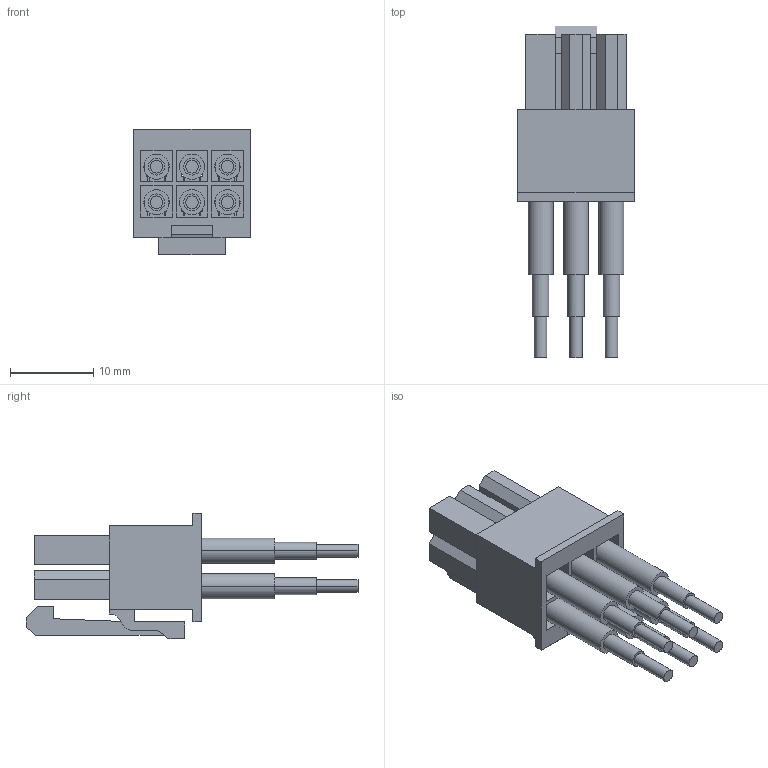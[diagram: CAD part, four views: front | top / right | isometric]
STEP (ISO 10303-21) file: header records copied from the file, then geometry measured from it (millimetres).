
FILE_DESCRIPTION (( 'STEP AP214' ), '1' );
FILE_NAME ('ATX-12V-6-Pin.STEP', '2015-07-22T07:37:27', ( '' ), ( '' ), 'SwSTEP 2.0', 'SolidWorks 2015', '' );
FILE_SCHEMA (( 'AUTOMOTIVE_DESIGN' ));
Length unit declared in the file: millimetre
Products named in the file (17): ATX-12V-6-Pin-Body; Kabelstueck-750痠; ATX-Main-24-Pin-crimp; ATX-12V-6-Pin
Assembly tree (13 placements, depth 2):
  Kabelstueck-750痠
  Kabelstueck-750痠
  Kabelstueck-750痠
  Kabelstueck-750痠
  Kabelstueck-750痠
Bounding box: 14 x 39.77 x 15 mm (x, y, z)
Volume: 2048 mm3; surface area: 7907.1 mm2
Topology: 25 solids, 25 shells, 1205 faces, 2741 edges, 1566 vertices
Faces by surface type: plane 805, cylinder 376, cone 24
Entity records: 10009 total; most frequent: CARTESIAN_POINT 1714, DIRECTION 1581, ORIENTED_EDGE 1562, EDGE_CURVE 781, VECTOR 631, LINE 631, VERTEX_POINT 476, AXIS2_PLACEMENT_3D 475
